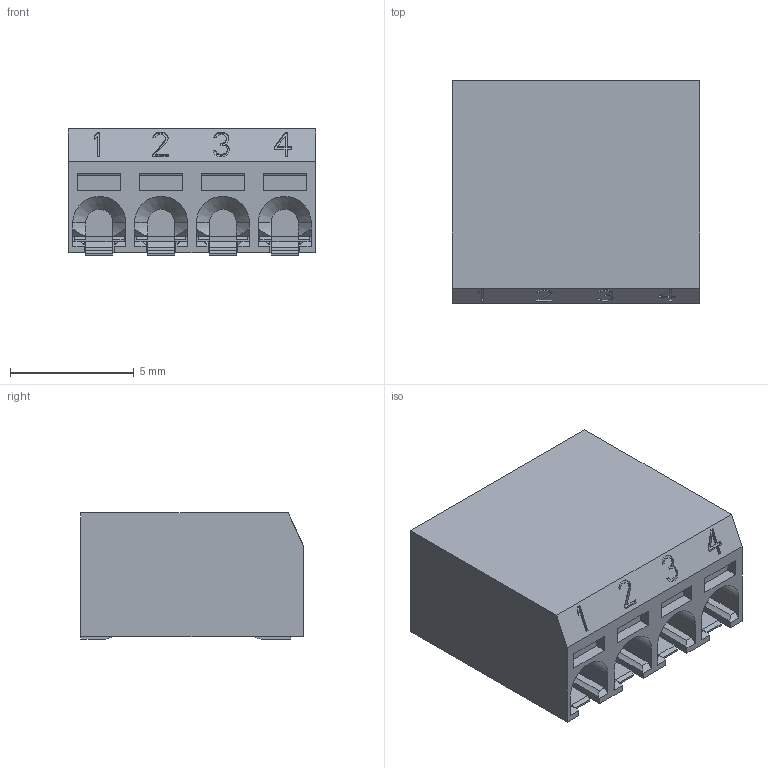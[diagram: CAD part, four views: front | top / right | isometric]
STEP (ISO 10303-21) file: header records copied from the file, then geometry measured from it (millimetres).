
FILE_DESCRIPTION(('FreeCAD Model'),'2;1');
FILE_NAME('09276004021106.step','2018-05-08T08:57:05', ('kicad StepUp'),('ksu MCAD'),'Open CASCADE STEP processor 6.8', 'FreeCAD','Unknown');
FILE_SCHEMA(('AUTOMOTIVE_DESIGN_CC2 { 1 2 10303 214 -1 1 5 4 }'));
Length unit declared in the file: millimetre
Products named in the file (1): 09276004021106
Bounding box: 10 x 9 x 5.1 mm (x, y, z)
Volume: 407.7 mm3; surface area: 466.6 mm2
Topology: 1 solids, 1 shells, 422 faces, 1185 edges, 782 vertices
Faces by surface type: plane 354, cylinder 48, cone 20
Entity records: 13442 total; most frequent: CARTESIAN_POINT 2550, ORIENTED_EDGE 2370, DIRECTION 2071, EDGE_CURVE 1185, LINE 1049, VECTOR 1049, VERTEX_POINT 782, AXIS2_PLACEMENT_3D 511
